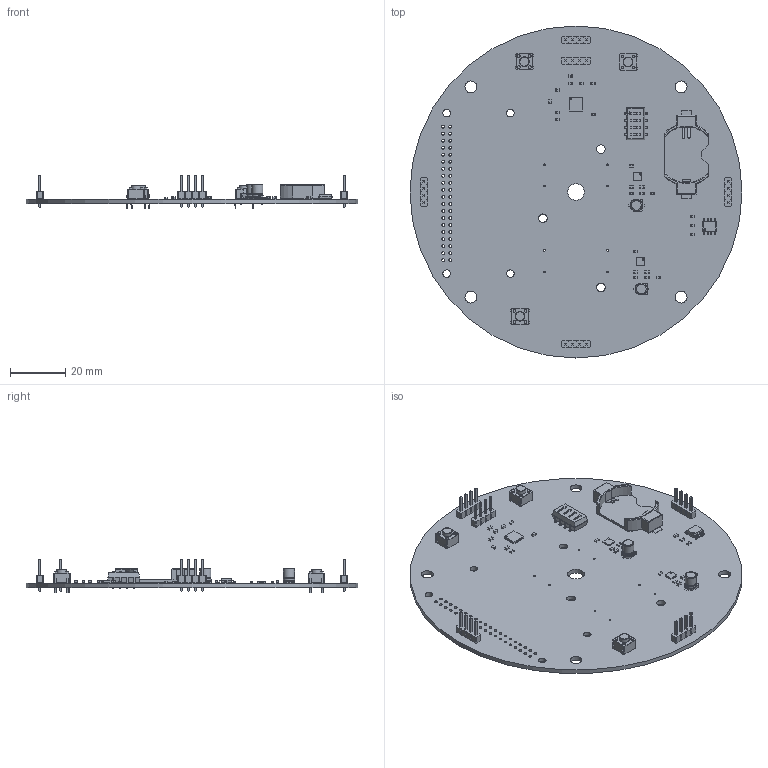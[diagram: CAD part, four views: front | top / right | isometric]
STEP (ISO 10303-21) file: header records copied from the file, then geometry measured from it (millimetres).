
FILE_DESCRIPTION(('KiCad electronic assembly'),'2;1');
FILE_NAME('clockclock.step','2021-04-07T19:17:00',('An Author'),( 'A Company'),'Open CASCADE STEP processor 7.5', 'KiCad to STEP converter','Unknown');
FILE_SCHEMA(('AUTOMOTIVE_DESIGN { 1 0 10303 214 1 1 1 1 }'));
Length unit declared in the file: millimetre
Products named in the file (24): Open CASCADE STEP translator 7.5 1; C_Elec_4x5.4; COMPOUND; C_0603_1608Metric; SOLID; L_0603_1608Metric; PinHeader_1x04_P2.54mm_Vertical; R_0603_1608Metric; SW_PUSH_6mm_H5mm; SOIC-8_3.9x4.9mm_P1.27mm; UQFN-16-1EP_3x3mm_P0.5mm_EP1.75x1.75mm; QFN-32-1EP_5x5mm_P0.5mm_EP3.45x3.45mm; SW_DIP_SPSTx04_Slide_6.7x11.72mm_W7.62mm_P2.54mm_LowProfile; BatteryHolder_Keystone_1058_1x2032
Assembly tree (52 placements, depth 3):
  Open CASCADE STEP translator 7.5 1
    C_Elec_4x5.4  x2
      COMPOUND
    C_0603_1608Metric  x10
      SOLID
    L_0603_1608Metric
      SOLID
    PinHeader_1x04_P2.54mm_Vertical  x5
      SOLID
    R_0603_1608Metric  x13
      SOLID
    SW_PUSH_6mm_H5mm  x3
      SOLID
    SOIC-8_3.9x4.9mm_P1.27mm
      SOLID
    UQFN-16-1EP_3x3mm_P0.5mm_EP1.75x1.75mm  x2
      SOLID
    QFN-32-1EP_5x5mm_P0.5mm_EP3.45x3.45mm
      SOLID
    SW_DIP_SPSTx04_Slide_6.7x11.72mm_W7.62mm_P2.54mm_LowProfile
      SOLID
    BatteryHolder_Keystone_1058_1x2032
      SOLID
    COMPOUND
Bounding box: 120 x 120 x 12.04 mm (x, y, z)
Volume: 19818.3 mm3; surface area: 27243.5 mm2
Topology: 43 solids, 43 shells, 2498 faces, 6516 edges, 4199 vertices
Faces by surface type: plane 1820, cylinder 594, bspline 64, torus 18, revolution 2
Full cylindrical faces by diameter (mm): 0.02 x2, 0.5 x3, 0.6 x9, 0.8 x8, 1 x72, 2.75 x4, 3.1 x3, 3.5 x3, 4 x4, 4.3 x4, 6 x1, 120 x1
Entity records: 88804 total; most frequent: CARTESIAN_POINT 17529, DIRECTION 11803, LINE 7990, VECTOR 7990, ORIENTED_EDGE 6260, PCURVE 6260, DEFINITIONAL_REPRESENTATION 6260, EDGE_CURVE 3130
